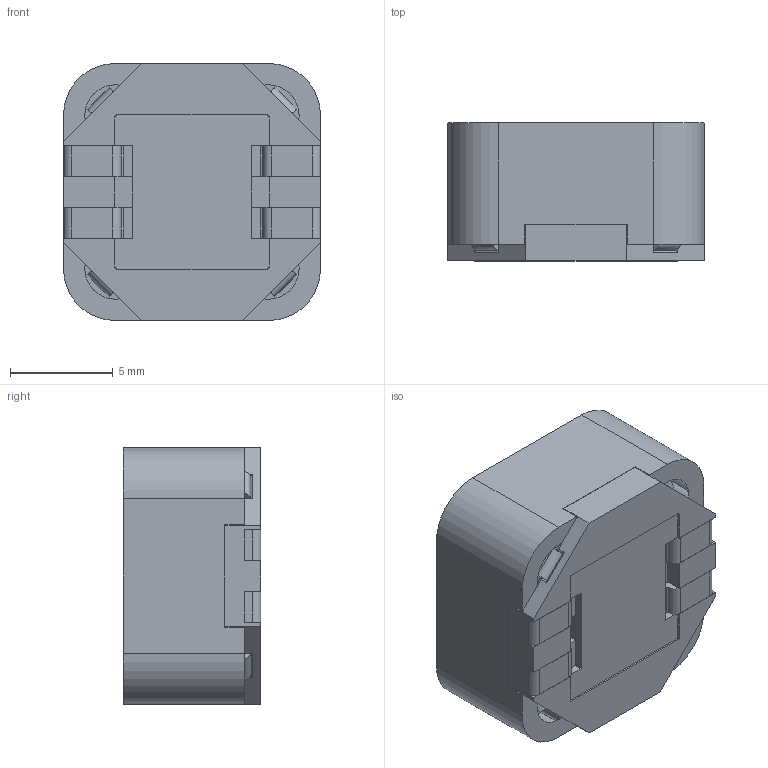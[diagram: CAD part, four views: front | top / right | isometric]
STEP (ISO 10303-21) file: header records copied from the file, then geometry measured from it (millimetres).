
FILE_DESCRIPTION (( 'STEP AP214' ), '1' );
FILE_NAME ('User Library-WE-DD-L.STEP', '2012-09-07T05:46:25', ( 'sysAdmin' ), ( 'SolidWorks' ), 'SwSTEP 2.0', 'SolidWorks 2012', '' );
FILE_SCHEMA (( 'AUTOMOTIVE_DESIGN' ));
Length unit declared in the file: millimetre
Products named in the file (7): User Library-WE-DD-L_Pin_2_2; User Library-WE-DD-L_F_X_FCllung_2; User Library-WE-DD-L_Bechriftung_2; User Library-WE-DD-L; User Library-WE-DD-L_Kern_3_2; User Library-WE-DD-L_Deckel_2; User Library-WE-DD-L_Pin_3
Assembly tree (8 placements, depth 2):
  User Library-WE-DD-L
    User Library-WE-DD-L_Kern_3_2
    User Library-WE-DD-L_Deckel_2
    User Library-WE-DD-L_Pin_3  x2
    User Library-WE-DD-L_Pin_2_2  x2
    User Library-WE-DD-L_F_X_FCllung_2
    User Library-WE-DD-L_Bechriftung_2
Bounding box: 12.5 x 6.7 x 12.5 mm (x, y, z)
Volume: 963.2 mm3; surface area: 1793.9 mm2
Topology: 8 solids, 8 shells, 338 faces, 927 edges, 596 vertices
Faces by surface type: plane 207, cylinder 118, bspline 13
Entity records: 13024 total; most frequent: CARTESIAN_POINT 2202, ORIENTED_EDGE 1584, DIRECTION 1513, EDGE_CURVE 792, VECTOR 545, LINE 545, VERTEX_POINT 506, AXIS2_PLACEMENT_3D 484
